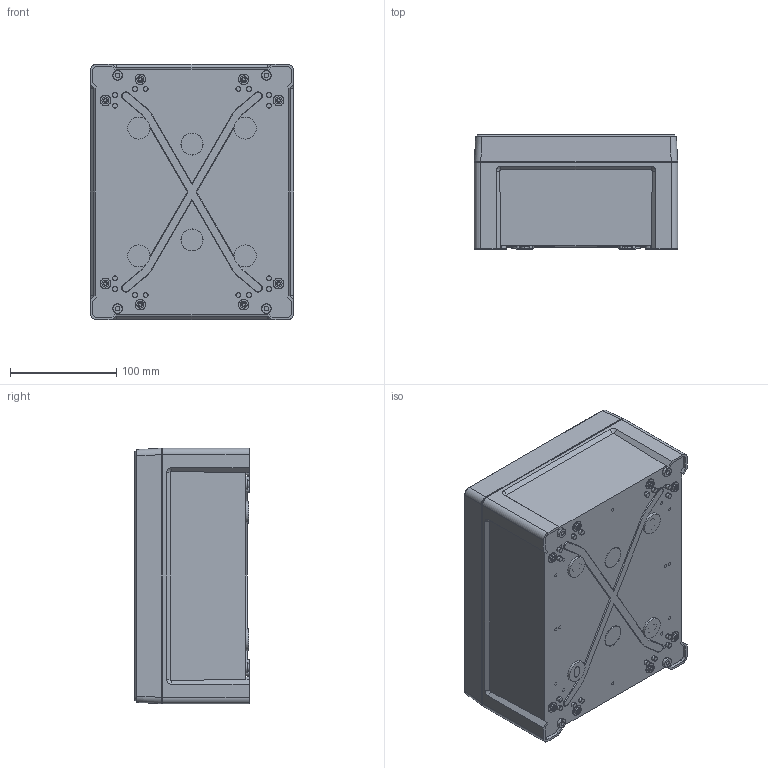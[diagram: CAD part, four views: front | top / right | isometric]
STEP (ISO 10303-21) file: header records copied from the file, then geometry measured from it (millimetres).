
FILE_DESCRIPTION (( 'STEP AP214' ), '1' );
FILE_NAME ('5814002_FIBOX_TEMPO_TA_241911.STEP', '2023-02-23T11:21:43', ( '' ), ( '' ), 'SwSTEP 2.0', 'SolidWorks 2021', '' );
FILE_SCHEMA (( 'AUTOMOTIVE_DESIGN' ));
Length unit declared in the file: millimetre
Products named in the file (4): 5814002_FIBOX_TEMPO_TA_241911; FIBOX TEMPO 2419 Cover; FIBOX TEMPO 2419 Base; Tempo cover screw
Assembly tree (6 placements, depth 2):
  5814002_FIBOX_TEMPO_TA_241911
    FIBOX TEMPO 2419 Base
    FIBOX TEMPO 2419 Cover
    Tempo cover screw  x4
Bounding box: 191 x 107.4 x 240 mm (x, y, z)
Volume: 673924.3 mm3; surface area: 384769.8 mm2
Topology: 6 solids, 6 shells, 1313 faces, 3242 edges, 2108 vertices
Faces by surface type: plane 547, cone 478, cylinder 180, bspline 88, torus 20
Entity records: 31449 total; most frequent: CARTESIAN_POINT 7706, DIRECTION 4986, ORIENTED_EDGE 4774, EDGE_CURVE 2387, AXIS2_PLACEMENT_3D 1922, VERTEX_POINT 1556, EDGE_LOOP 1169, VECTOR 1142
